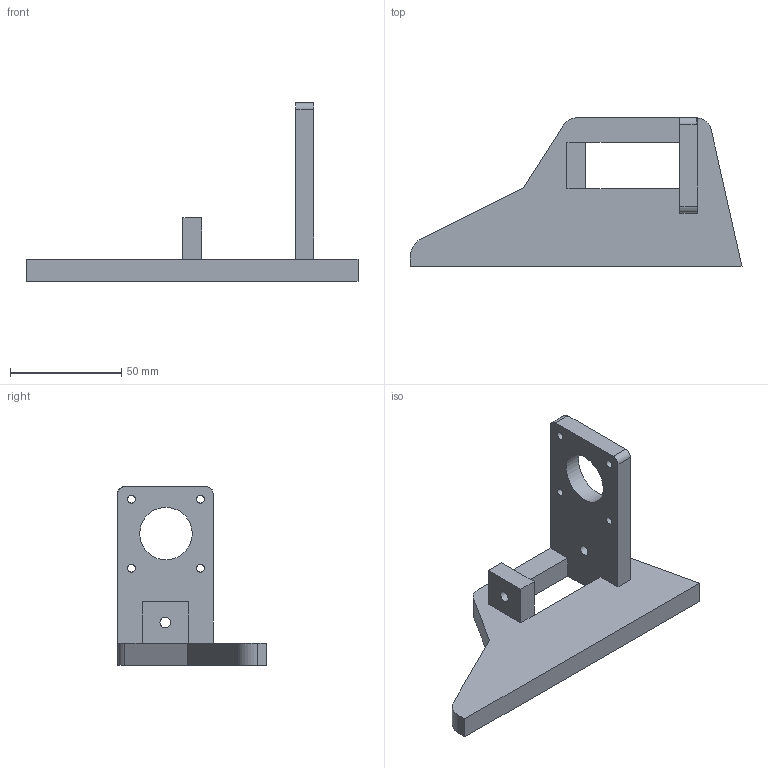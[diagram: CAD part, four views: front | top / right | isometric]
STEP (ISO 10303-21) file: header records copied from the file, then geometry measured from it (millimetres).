
FILE_DESCRIPTION(/* description */ ('STEP AP242','CAx-IF Rec.Pracs.---Representation and Presentation of Product Manufacturing Information (PMI)---4.0---2014-10-13','CAx-IF Rec.Pracs.---3D Tessellated Geometry---0.4---2014-09-14','2;1'),/* implementation_level */ '2;1');
FILE_NAME(/* name */ '6638c04342a8c02f55648eab',/* time_stamp */ '2024-05-06T11:34:28Z',/* author */ (''),/* organization */ (''),/* preprocessor_version */ 'ST-DEVELOPER v20',/* originating_system */ ' ',/* authorisation */ ' ');
FILE_SCHEMA (('AP242_MANAGED_MODEL_BASED_3D_ENGINEERING_MIM_LF { 1 0 10303 442 1 1 4 }'));
Length unit declared in the file: metre
Products named in the file (1): right foot
Bounding box: 149.19 x 66.8 x 80.32 mm (x, y, z)
Volume: 83315.5 mm3; surface area: 25463.5 mm2
Topology: 1 solids, 1 shells, 32 faces, 91 edges, 60 vertices
Faces by surface type: plane 19, cylinder 12, torus 1
Full cylindrical faces by diameter (mm): 3.5 x4, 4.8 x2, 23.6 x1
Entity records: 1057 total; most frequent: CARTESIAN_POINT 179, DIRECTION 174, ORIENTED_EDGE 166, EDGE_CURVE 83, VERTEX_POINT 59, AXIS2_PLACEMENT_3D 59, LINE 56, VECTOR 56
